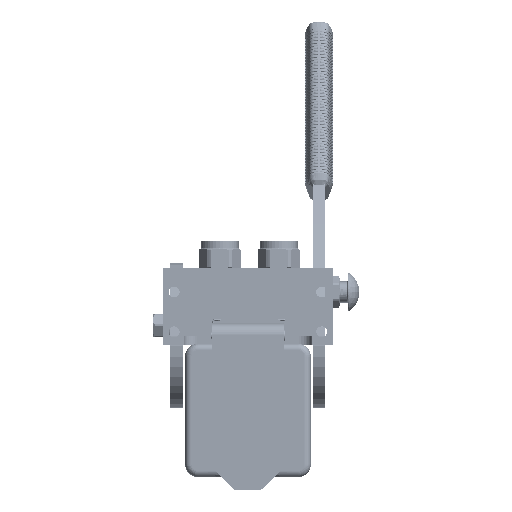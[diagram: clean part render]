
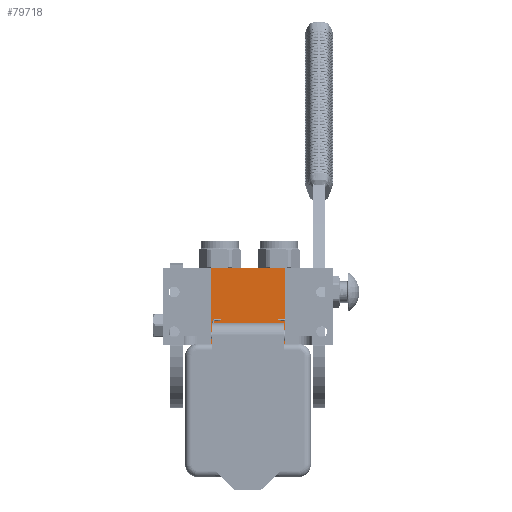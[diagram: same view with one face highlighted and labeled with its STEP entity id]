
A CAD part, left-side view. The second image highlights one B-rep face of the part: STEP entity #79718.
In plain terms, the highlighted face is planar.
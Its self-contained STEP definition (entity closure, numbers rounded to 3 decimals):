
#228 = LINE ( 'NONE', #154508, #63609 ) ;
#642 = ORIENTED_EDGE ( 'NONE', *, *, #111955, .F. ) ;
#1269 = VECTOR ( 'NONE', #124214, 1000. ) ;
#4189 = CARTESIAN_POINT ( 'NONE',  ( 29., 0., -107.5 ) ) ;
#6570 = CARTESIAN_POINT ( 'NONE',  ( 29., 0., -107.5 ) ) ;
#7478 = CARTESIAN_POINT ( 'NONE',  ( -29., 0., -107.5 ) ) ;
#18753 = ORIENTED_EDGE ( 'NONE', *, *, #158663, .F. ) ;
#19659 = DIRECTION ( 'NONE',  ( -1., 0., 0. ) ) ;
#22587 = FACE_OUTER_BOUND ( 'NONE', #67206, .T. ) ;
#28715 = CARTESIAN_POINT ( 'NONE',  ( -29., 60.2, -107.5 ) ) ;
#47266 = VECTOR ( 'NONE', #148704, 1000. ) ;
#63609 = VECTOR ( 'NONE', #167734, 1000. ) ;
#64618 = AXIS2_PLACEMENT_3D ( 'NONE', #6570, #138514, #19659 ) ;
#67206 = EDGE_LOOP ( 'NONE', ( #74037, #642, #18753, #107994 ) ) ;
#69376 = VERTEX_POINT ( 'NONE', #122951 ) ;
#72210 = DIRECTION ( 'NONE',  ( 0., 1., 0. ) ) ;
#74037 = ORIENTED_EDGE ( 'NONE', *, *, #146569, .T. ) ;
#78927 = LINE ( 'NONE', #136770, #1269 ) ;
#79718 = ADVANCED_FACE ( 'NONE', ( #22587 ), #98489, .T. ) ;
#87748 = VERTEX_POINT ( 'NONE', #7478 ) ;
#98489 = PLANE ( 'NONE',  #64618 ) ;
#107994 = ORIENTED_EDGE ( 'NONE', *, *, #158563, .T. ) ;
#111955 = EDGE_CURVE ( 'NONE', #69376, #158602, #78927, .T. ) ;
#115753 = CARTESIAN_POINT ( 'NONE',  ( 29., 0., -107.5 ) ) ;
#122951 = CARTESIAN_POINT ( 'NONE',  ( 29., 60.2, -107.5 ) ) ;
#124214 = DIRECTION ( 'NONE',  ( -1., 0., 0. ) ) ;
#125006 = LINE ( 'NONE', #4189, #47266 ) ;
#125857 = VECTOR ( 'NONE', #72210, 1000. ) ;
#128202 = VERTEX_POINT ( 'NONE', #115753 ) ;
#136770 = CARTESIAN_POINT ( 'NONE',  ( 29., 60.2, -107.5 ) ) ;
#138514 = DIRECTION ( 'NONE',  ( 0., 0., -1. ) ) ;
#146569 = EDGE_CURVE ( 'NONE', #87748, #158602, #160545, .T. ) ;
#148704 = DIRECTION ( 'NONE',  ( 0., 1., 0. ) ) ;
#154508 = CARTESIAN_POINT ( 'NONE',  ( 29., 0., -107.5 ) ) ;
#158563 = EDGE_CURVE ( 'NONE', #128202, #87748, #228, .T. ) ;
#158602 = VERTEX_POINT ( 'NONE', #28715 ) ;
#158663 = EDGE_CURVE ( 'NONE', #128202, #69376, #125006, .T. ) ;
#160545 = LINE ( 'NONE', #161407, #125857 ) ;
#161407 = CARTESIAN_POINT ( 'NONE',  ( -29., 0., -107.5 ) ) ;
#167734 = DIRECTION ( 'NONE',  ( -1., 0., 0. ) ) ;
